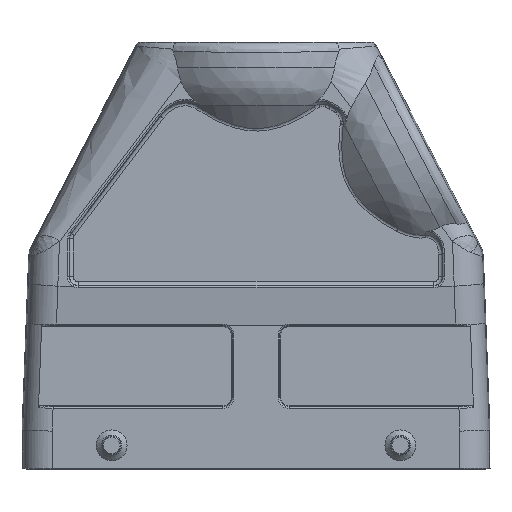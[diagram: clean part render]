
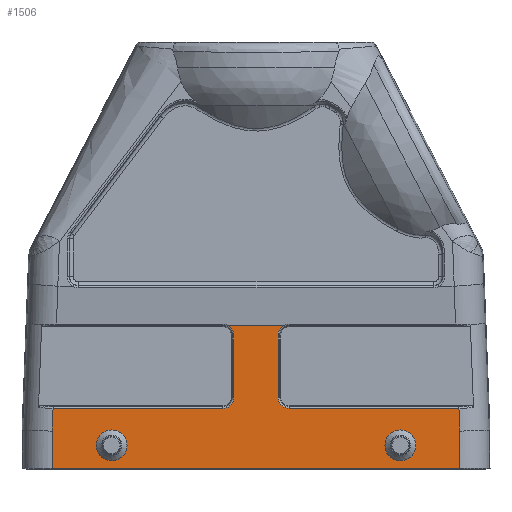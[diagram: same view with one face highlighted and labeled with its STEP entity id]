
A CAD part, front view. The second image highlights one B-rep face of the part: STEP entity #1506.
In plain terms, the highlighted planar face has unit normal (0, -1, 0).
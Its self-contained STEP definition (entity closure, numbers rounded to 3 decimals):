
#1506=ADVANCED_FACE('',(#2199,#2200,#2201),#2008,.F.);
#2008=PLANE('',#10553);
#2199=FACE_BOUND('',#2309,.T.);
#2200=FACE_BOUND('',#2310,.T.);
#2201=FACE_BOUND('',#2311,.T.);
#2309=EDGE_LOOP('',(#3247));
#2310=EDGE_LOOP('',(#3248,#3249,#3250,#3251,#3252,#3253,#3254,#3255,#3256,
#3257,#3258,#3259,#3260,#3261));
#2311=EDGE_LOOP('',(#3262));
#2867=CIRCLE('',#10547,3.95);
#2868=CIRCLE('',#10548,2.85);
#2869=CIRCLE('',#10549,2.85);
#2870=CIRCLE('',#10550,2.85);
#2871=CIRCLE('',#10551,2.85);
#2872=CIRCLE('',#10552,3.95);
#3247=ORIENTED_EDGE('',*,*,#6483,.F.);
#3248=ORIENTED_EDGE('',*,*,#6484,.F.);
#3249=ORIENTED_EDGE('',*,*,#6485,.F.);
#3250=ORIENTED_EDGE('',*,*,#6486,.F.);
#3251=ORIENTED_EDGE('',*,*,#6487,.T.);
#3252=ORIENTED_EDGE('',*,*,#6488,.F.);
#3253=ORIENTED_EDGE('',*,*,#6489,.F.);
#3254=ORIENTED_EDGE('',*,*,#6490,.F.);
#3255=ORIENTED_EDGE('',*,*,#6491,.F.);
#3256=ORIENTED_EDGE('',*,*,#6492,.F.);
#3257=ORIENTED_EDGE('',*,*,#6493,.F.);
#3258=ORIENTED_EDGE('',*,*,#6494,.F.);
#3259=ORIENTED_EDGE('',*,*,#6495,.F.);
#3260=ORIENTED_EDGE('',*,*,#6496,.F.);
#3261=ORIENTED_EDGE('',*,*,#6497,.F.);
#3262=ORIENTED_EDGE('',*,*,#6498,.F.);
#5689=VERTEX_POINT('',#15214);
#5690=VERTEX_POINT('',#15216);
#5691=VERTEX_POINT('',#15217);
#5692=VERTEX_POINT('',#15219);
#5693=VERTEX_POINT('',#15221);
#5694=VERTEX_POINT('',#15223);
#5695=VERTEX_POINT('',#15225);
#5696=VERTEX_POINT('',#15227);
#5697=VERTEX_POINT('',#15229);
#5698=VERTEX_POINT('',#15231);
#5699=VERTEX_POINT('',#15233);
#5700=VERTEX_POINT('',#15235);
#5701=VERTEX_POINT('',#15237);
#5702=VERTEX_POINT('',#15239);
#5703=VERTEX_POINT('',#15241);
#5704=VERTEX_POINT('',#15244);
#6483=EDGE_CURVE('',#5689,#5689,#2867,.T.);
#6484=EDGE_CURVE('',#5690,#5691,#2868,.T.);
#6485=EDGE_CURVE('',#5692,#5690,#8732,.T.);
#6486=EDGE_CURVE('',#5693,#5692,#2869,.T.);
#6487=EDGE_CURVE('',#5693,#5694,#8733,.T.);
#6488=EDGE_CURVE('',#5695,#5694,#2870,.T.);
#6489=EDGE_CURVE('',#5696,#5695,#8734,.T.);
#6490=EDGE_CURVE('',#5697,#5696,#2871,.T.);
#6491=EDGE_CURVE('',#5698,#5697,#8735,.T.);
#6492=EDGE_CURVE('',#5699,#5698,#8736,.T.);
#6493=EDGE_CURVE('',#5700,#5699,#8737,.T.);
#6494=EDGE_CURVE('',#5701,#5700,#8738,.T.);
#6495=EDGE_CURVE('',#5702,#5701,#8739,.T.);
#6496=EDGE_CURVE('',#5703,#5702,#8740,.T.);
#6497=EDGE_CURVE('',#5691,#5703,#8741,.T.);
#6498=EDGE_CURVE('',#5704,#5704,#2872,.T.);
#8732=LINE('',#15218,#9357);
#8733=LINE('',#15222,#9358);
#8734=LINE('',#15226,#9359);
#8735=LINE('',#15230,#9360);
#8736=LINE('',#15232,#9361);
#8737=LINE('',#15234,#9362);
#8738=LINE('',#15236,#9363);
#8739=LINE('',#15238,#9364);
#8740=LINE('',#15240,#9365);
#8741=LINE('',#15242,#9366);
#9357=VECTOR('',#11331,1.);
#9358=VECTOR('',#11334,1.);
#9359=VECTOR('',#11337,1.);
#9360=VECTOR('',#11340,1.);
#9361=VECTOR('',#11341,1.);
#9362=VECTOR('',#11342,1.);
#9363=VECTOR('',#11343,1.);
#9364=VECTOR('',#11344,1.);
#9365=VECTOR('',#11345,1.);
#9366=VECTOR('',#11346,1.);
#10547=AXIS2_PLACEMENT_3D('',#15213,#11327,#11328);
#10548=AXIS2_PLACEMENT_3D('',#15215,#11329,#11330);
#10549=AXIS2_PLACEMENT_3D('',#15220,#11332,#11333);
#10550=AXIS2_PLACEMENT_3D('',#15224,#11335,#11336);
#10551=AXIS2_PLACEMENT_3D('',#15228,#11338,#11339);
#10552=AXIS2_PLACEMENT_3D('',#15243,#11347,#11348);
#10553=AXIS2_PLACEMENT_3D('',#15245,#11349,#11350);
#11327=DIRECTION('',(0.,-1.,0.));
#11328=DIRECTION('',(0.,0.,1.));
#11329=DIRECTION('',(0.,-1.,0.));
#11330=DIRECTION('',(-1.,0.,0.));
#11331=DIRECTION('',(0.,0.,-1.));
#11332=DIRECTION('',(0.,-1.,0.));
#11333=DIRECTION('',(-0.48,0.,0.877));
#11334=DIRECTION('',(-1.,0.,0.));
#11335=DIRECTION('',(0.,-1.,0.));
#11336=DIRECTION('',(1.,0.,0.));
#11337=DIRECTION('',(0.,0.,1.));
#11338=DIRECTION('',(0.,-1.,0.));
#11339=DIRECTION('',(0.,0.,-1.));
#11340=DIRECTION('',(1.,0.,0.));
#11341=DIRECTION('',(0.038,0.,0.999));
#11342=DIRECTION('',(0.,0.,1.));
#11343=DIRECTION('',(-1.,0.,0.));
#11344=DIRECTION('',(0.,0.,-1.));
#11345=DIRECTION('',(0.038,0.,-0.999));
#11346=DIRECTION('',(1.,0.,0.));
#11347=DIRECTION('',(0.,-1.,0.));
#11348=DIRECTION('',(0.,0.,1.));
#11349=DIRECTION('',(0.,1.,0.));
#11350=DIRECTION('',(0.,0.,-1.));
#15213=CARTESIAN_POINT('',(-37.,-21.5,-2.8));
#15214=CARTESIAN_POINT('',(-37.,-21.5,1.15));
#15215=CARTESIAN_POINT('',(8.5,-21.5,9.5));
#15216=CARTESIAN_POINT('',(5.65,-21.5,9.5));
#15217=CARTESIAN_POINT('',(8.5,-21.5,6.65));
#15218=CARTESIAN_POINT('',(5.65,-21.5,25.5));
#15219=CARTESIAN_POINT('',(5.65,-21.5,25.5));
#15220=CARTESIAN_POINT('',(8.5,-21.5,25.5));
#15221=CARTESIAN_POINT('',(7.131,-21.5,28.));
#15222=CARTESIAN_POINT('',(7.131,-21.5,28.));
#15223=CARTESIAN_POINT('',(-7.131,-21.5,28.));
#15224=CARTESIAN_POINT('',(-8.5,-21.5,25.5));
#15225=CARTESIAN_POINT('',(-5.65,-21.5,25.5));
#15226=CARTESIAN_POINT('',(-5.65,-21.5,9.5));
#15227=CARTESIAN_POINT('',(-5.65,-21.5,9.5));
#15228=CARTESIAN_POINT('',(-8.5,-21.5,9.5));
#15229=CARTESIAN_POINT('',(-8.5,-21.5,6.65));
#15230=CARTESIAN_POINT('',(-52.034,-21.5,6.65));
#15231=CARTESIAN_POINT('',(-52.034,-21.5,6.65));
#15232=CARTESIAN_POINT('',(-52.254,-21.5,0.853));
#15233=CARTESIAN_POINT('',(-52.254,-21.5,0.853));
#15234=CARTESIAN_POINT('',(-52.254,-21.5,-8.7));
#15235=CARTESIAN_POINT('',(-52.254,-21.5,-8.7));
#15236=CARTESIAN_POINT('',(52.254,-21.5,-8.7));
#15237=CARTESIAN_POINT('',(52.254,-21.5,-8.7));
#15238=CARTESIAN_POINT('',(52.254,-21.5,0.853));
#15239=CARTESIAN_POINT('',(52.254,-21.5,0.853));
#15240=CARTESIAN_POINT('',(52.034,-21.5,6.65));
#15241=CARTESIAN_POINT('',(52.034,-21.5,6.65));
#15242=CARTESIAN_POINT('',(8.5,-21.5,6.65));
#15243=CARTESIAN_POINT('',(37.,-21.5,-2.8));
#15244=CARTESIAN_POINT('',(37.,-21.5,1.15));
#15245=CARTESIAN_POINT('',(57.58,-21.5,29.95));
